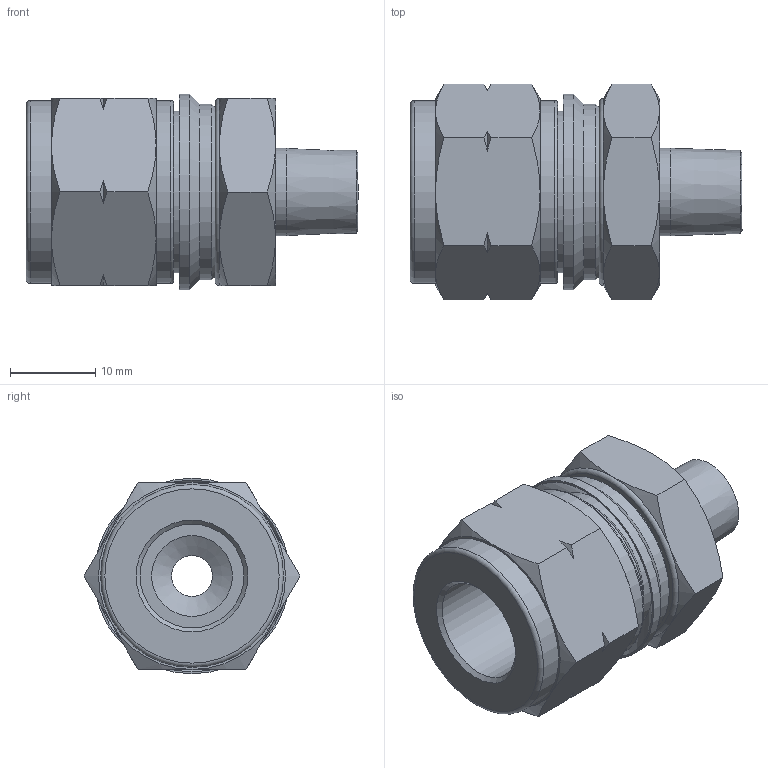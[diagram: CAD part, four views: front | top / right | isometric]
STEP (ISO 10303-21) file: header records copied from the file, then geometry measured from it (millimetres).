
FILE_DESCRIPTION(/* description */ (''),/* implementation_level */ '2;1');
FILE_NAME(/* name */ 'SMCI-12M-2N.stp',/* time_stamp */ '2022-05-12T16:48:14+09:00',/* author */ ('user'),/* organization */ (''),/* preprocessor_version */ 'ST-DEVELOPER v18.1',/* originating_system */ 'Autodesk Inventor 2022',/* authorisation */ '');
FILE_SCHEMA (('AUTOMOTIVE_DESIGN { 1 0 10303 214 3 1 1 }'));
Length unit declared in the file: millimetre
Products named in the file (1): SMC-12M-2N
Bounding box: 39.05 x 25.4 x 23 mm (x, y, z)
Volume: 9028.5 mm3; surface area: 5188.9 mm2
Topology: 1 solids, 1 shells, 82 faces, 178 edges, 106 vertices
Faces by surface type: cone 46, plane 22, cylinder 11, torus 3
Full cylindrical faces by diameter (mm): 4.8 x1, 9.5 x1, 10.28 x1, 12.2 x1, 17.3 x1, 17.7 x1, 19.05 x1, 20.6 x1, 21.5 x2, 23 x1
Entity records: 2178 total; most frequent: CARTESIAN_POINT 511, ORIENTED_EDGE 356, DIRECTION 339, EDGE_CURVE 178, AXIS2_PLACEMENT_3D 150, VERTEX_POINT 106, EDGE_LOOP 92, FACE_OUTER_BOUND 82
